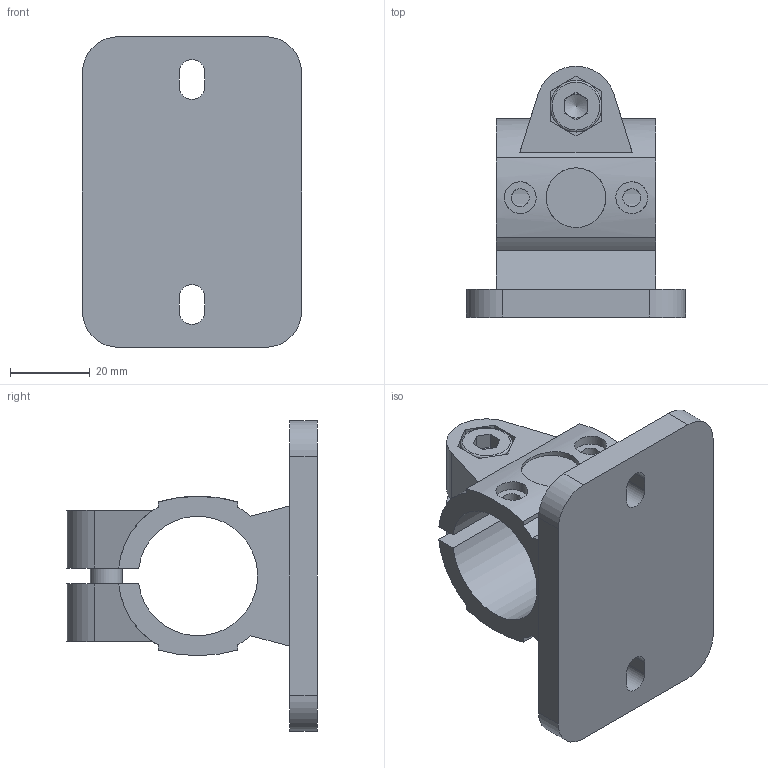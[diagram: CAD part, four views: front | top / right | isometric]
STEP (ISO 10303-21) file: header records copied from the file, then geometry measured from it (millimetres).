
FILE_DESCRIPTION( ( 'STEP AP214' ), '1' );
FILE_NAME( 'K0498.30.stp', '2020-12-08T10:36:40', ( '' ), ( '' ), ' ', 'PARTsolutions', ' ' );
FILE_SCHEMA( ( 'AUTOMOTIVE_DESIGN { 1 0 10303 214 1 1 1 1 }' ) );
Length unit declared in the file: millimetre
Products named in the file (4): K0498.30; _K0498.30_klemmfuehrung; _K0869.08X25; _din_985_M 8
Assembly tree (3 placements, depth 2):
  K0498.30
    _K0498.30_klemmfuehrung
    _K0869.08X25
    _din_985_M 8
Bounding box: 55 x 62.96 x 78 mm (x, y, z)
Volume: 65605.7 mm3; surface area: 23646.7 mm2
Topology: 3 solids, 3 shells, 116 faces, 280 edges, 179 vertices
Faces by surface type: plane 68, cylinder 29, cone 16, torus 3
Full cylindrical faces by diameter (mm): 4.5 x2, 6.247 x1, 6.647 x1, 8 x3, 8.5 x2, 12.6 x1, 13 x1, 15 x1
Entity records: 4620 total; most frequent: CARTESIAN_POINT 964, DIRECTION 550, ORIENTED_EDGE 516, EDGE_CURVE 258, AXIS2_PLACEMENT_3D 201, VERTEX_POINT 177, EDGE_LOOP 158, LINE 148
